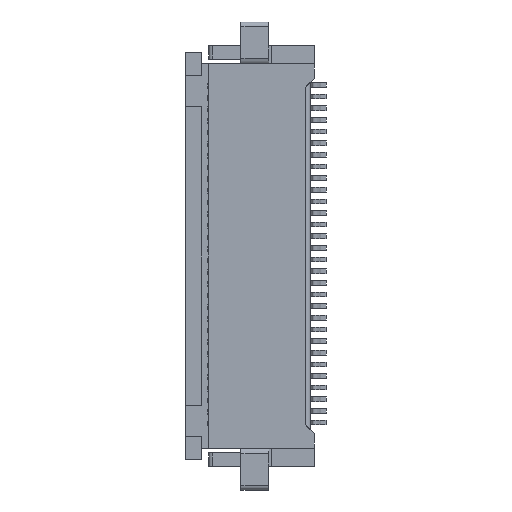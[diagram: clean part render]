
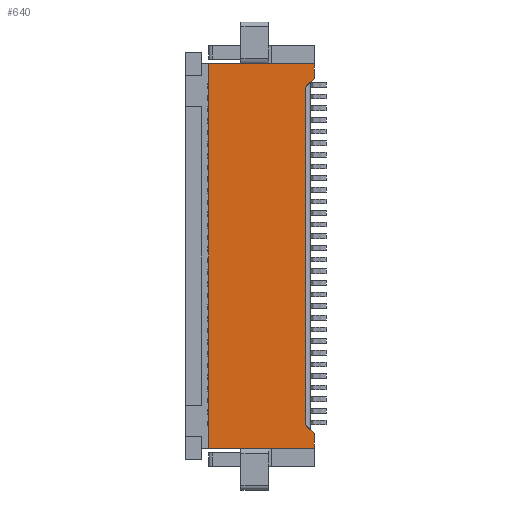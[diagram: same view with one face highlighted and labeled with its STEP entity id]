
A CAD part, front view. The second image highlights one B-rep face of the part: STEP entity #640.
In plain terms, the highlighted planar face has unit normal (0, -1, 0).
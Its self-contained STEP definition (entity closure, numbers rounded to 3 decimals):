
#90 = EDGE_CURVE ( 'NONE', #10125, #4657, #7440, .T. ) ;
#319 = VERTEX_POINT ( 'NONE', #1647 ) ;
#394 = VERTEX_POINT ( 'NONE', #550 ) ;
#550 = CARTESIAN_POINT ( 'NONE',  ( 1.036, 0.06, -0.8 ) ) ;
#640 = ADVANCED_FACE ( 'NONE', ( #11985 ), #12857, .F. ) ;
#774 = CARTESIAN_POINT ( 'NONE',  ( 5.571, 0.06, -0.8 ) ) ;
#1577 = VECTOR ( 'NONE', #16503, 1000. ) ;
#1647 = CARTESIAN_POINT ( 'NONE',  ( 5.188, 0.06, -1.796 ) ) ;
#2106 = EDGE_CURVE ( 'NONE', #4657, #319, #5445, .T. ) ;
#2223 = CARTESIAN_POINT ( 'NONE',  ( 5.571, 0.06, -16.687 ) ) ;
#2791 = LINE ( 'NONE', #12259, #4452 ) ;
#3191 = LINE ( 'NONE', #6176, #13728 ) ;
#3346 = CARTESIAN_POINT ( 'NONE',  ( 0.729, 0.06, -17.3 ) ) ;
#3526 = VERTEX_POINT ( 'NONE', #16904 ) ;
#4079 = CARTESIAN_POINT ( 'NONE',  ( 5.188, 0.06, -16.304 ) ) ;
#4452 = VECTOR ( 'NONE', #16973, 1000. ) ;
#4657 = VERTEX_POINT ( 'NONE', #4079 ) ;
#4976 = ORIENTED_EDGE ( 'NONE', *, *, #7243, .F. ) ;
#5290 = ORIENTED_EDGE ( 'NONE', *, *, #14548, .F. ) ;
#5364 = CARTESIAN_POINT ( 'NONE',  ( 5.571, 0.06, -16.687 ) ) ;
#5445 = LINE ( 'NONE', #6519, #16575 ) ;
#5514 = LINE ( 'NONE', #7267, #1577 ) ;
#5944 = AXIS2_PLACEMENT_3D ( 'NONE', #7799, #6257, #14220 ) ;
#6050 = DIRECTION ( 'NONE',  ( 1., 0., 0. ) ) ;
#6176 = CARTESIAN_POINT ( 'NONE',  ( 5.571, 0.06, -1.413 ) ) ;
#6257 = DIRECTION ( 'NONE',  ( 0., 1., 0. ) ) ;
#6346 = ORIENTED_EDGE ( 'NONE', *, *, #15203, .F. ) ;
#6519 = CARTESIAN_POINT ( 'NONE',  ( 5.188, 0.06, -9.05 ) ) ;
#7185 = DIRECTION ( 'NONE',  ( 0., 0., -1. ) ) ;
#7243 = EDGE_CURVE ( 'NONE', #7814, #319, #3191, .T. ) ;
#7267 = CARTESIAN_POINT ( 'NONE',  ( 0.729, 0.06, -0.8 ) ) ;
#7440 = LINE ( 'NONE', #5364, #14258 ) ;
#7728 = LINE ( 'NONE', #774, #7950 ) ;
#7799 = CARTESIAN_POINT ( 'NONE',  ( 0.729, 0.06, -9.05 ) ) ;
#7814 = VERTEX_POINT ( 'NONE', #14102 ) ;
#7821 = DIRECTION ( 'NONE',  ( -0.707, 0., 0.707 ) ) ;
#7950 = VECTOR ( 'NONE', #7185, 1000. ) ;
#8346 = VECTOR ( 'NONE', #16342, 1000. ) ;
#9735 = EDGE_LOOP ( 'NONE', ( #13084, #15948, #4976, #6346, #5290, #15531, #15246, #16848 ) ) ;
#10125 = VERTEX_POINT ( 'NONE', #2223 ) ;
#10280 = VERTEX_POINT ( 'NONE', #15946 ) ;
#10339 = VERTEX_POINT ( 'NONE', #13319 ) ;
#11262 = EDGE_CURVE ( 'NONE', #10339, #394, #2791, .T. ) ;
#11817 = EDGE_CURVE ( 'NONE', #10339, #10280, #12090, .T. ) ;
#11985 = FACE_OUTER_BOUND ( 'NONE', #9735, .T. ) ;
#12090 = LINE ( 'NONE', #3346, #14145 ) ;
#12259 = CARTESIAN_POINT ( 'NONE',  ( 1.036, 0.06, -9.953 ) ) ;
#12857 = PLANE ( 'NONE',  #5944 ) ;
#13084 = ORIENTED_EDGE ( 'NONE', *, *, #90, .T. ) ;
#13319 = CARTESIAN_POINT ( 'NONE',  ( 1.036, 0.06, -17.3 ) ) ;
#13429 = CARTESIAN_POINT ( 'NONE',  ( 5.571, 0.06, -17.3 ) ) ;
#13540 = LINE ( 'NONE', #13429, #8346 ) ;
#13728 = VECTOR ( 'NONE', #14077, 1000. ) ;
#14077 = DIRECTION ( 'NONE',  ( -0.707, 0., -0.707 ) ) ;
#14102 = CARTESIAN_POINT ( 'NONE',  ( 5.571, 0.06, -1.413 ) ) ;
#14145 = VECTOR ( 'NONE', #6050, 1000. ) ;
#14220 = DIRECTION ( 'NONE',  ( 0., 0., 1. ) ) ;
#14258 = VECTOR ( 'NONE', #7821, 1000. ) ;
#14548 = EDGE_CURVE ( 'NONE', #394, #3526, #5514, .T. ) ;
#15203 = EDGE_CURVE ( 'NONE', #3526, #7814, #7728, .T. ) ;
#15246 = ORIENTED_EDGE ( 'NONE', *, *, #11817, .T. ) ;
#15531 = ORIENTED_EDGE ( 'NONE', *, *, #11262, .F. ) ;
#15694 = DIRECTION ( 'NONE',  ( 0., 0., 1. ) ) ;
#15946 = CARTESIAN_POINT ( 'NONE',  ( 5.571, 0.06, -17.3 ) ) ;
#15948 = ORIENTED_EDGE ( 'NONE', *, *, #2106, .T. ) ;
#16162 = EDGE_CURVE ( 'NONE', #10280, #10125, #13540, .T. ) ;
#16342 = DIRECTION ( 'NONE',  ( 0., 0., 1. ) ) ;
#16503 = DIRECTION ( 'NONE',  ( 1., 0., 0. ) ) ;
#16575 = VECTOR ( 'NONE', #15694, 1000. ) ;
#16848 = ORIENTED_EDGE ( 'NONE', *, *, #16162, .T. ) ;
#16904 = CARTESIAN_POINT ( 'NONE',  ( 5.571, 0.06, -0.8 ) ) ;
#16973 = DIRECTION ( 'NONE',  ( 0., 0., 1. ) ) ;
